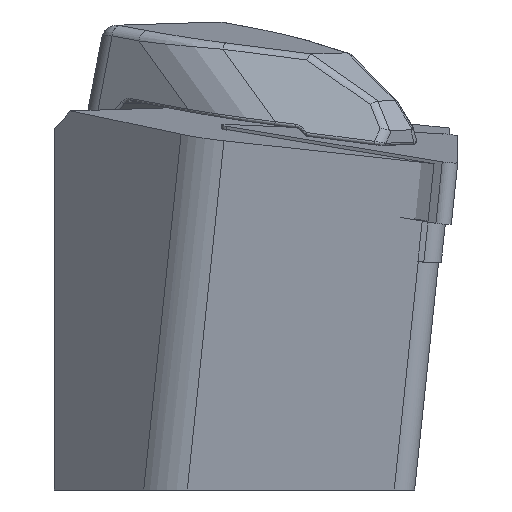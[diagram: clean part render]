
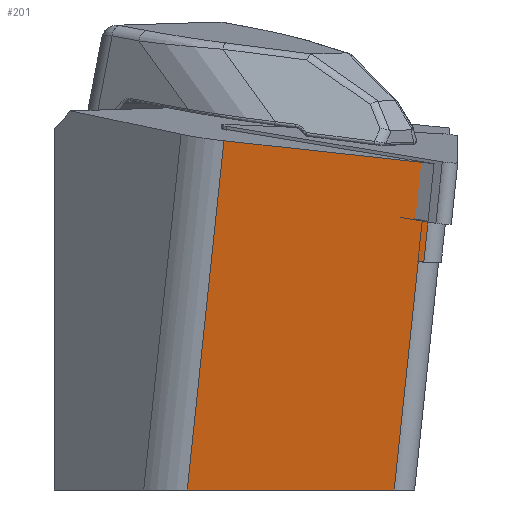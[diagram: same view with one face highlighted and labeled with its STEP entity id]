
A CAD part, left-side view. The second image highlights one B-rep face of the part: STEP entity #201.
In plain terms, the highlighted planar face has unit normal (-0.994, 0.052, -0.1).
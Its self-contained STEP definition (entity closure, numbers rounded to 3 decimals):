
#201=ADVANCED_FACE('',(#374),#321,.F.);
#321=PLANE('',#2109);
#374=FACE_OUTER_BOUND('',#489,.T.);
#489=EDGE_LOOP('',(#1017,#1018,#1019,#1020,#1021,#1022));
#611=LINE('',#2943,#780);
#617=LINE('',#2959,#786);
#657=LINE('',#3045,#826);
#658=LINE('',#3046,#827);
#659=LINE('',#3048,#828);
#660=LINE('',#3050,#829);
#780=VECTOR('',#2332,1.);
#786=VECTOR('',#2344,1.);
#826=VECTOR('',#2406,1.);
#827=VECTOR('',#2407,1.);
#828=VECTOR('',#2408,1.);
#829=VECTOR('',#2409,1.);
#1017=ORIENTED_EDGE('',*,*,#1789,.T.);
#1018=ORIENTED_EDGE('',*,*,#1747,.F.);
#1019=ORIENTED_EDGE('',*,*,#1790,.T.);
#1020=ORIENTED_EDGE('',*,*,#1791,.F.);
#1021=ORIENTED_EDGE('',*,*,#1792,.F.);
#1022=ORIENTED_EDGE('',*,*,#1739,.T.);
#1548=VERTEX_POINT('',#2940);
#1549=VERTEX_POINT('',#2942);
#1550=VERTEX_POINT('',#2946);
#1556=VERTEX_POINT('',#2958);
#1588=VERTEX_POINT('',#3047);
#1589=VERTEX_POINT('',#3049);
#1739=EDGE_CURVE('',#1548,#1549,#611,.T.);
#1747=EDGE_CURVE('',#1556,#1550,#617,.T.);
#1789=EDGE_CURVE('',#1549,#1550,#657,.T.);
#1790=EDGE_CURVE('',#1556,#1588,#658,.T.);
#1791=EDGE_CURVE('',#1589,#1588,#659,.T.);
#1792=EDGE_CURVE('',#1548,#1589,#660,.T.);
#2109=AXIS2_PLACEMENT_3D('',#3051,#2410,#2411);
#2332=DIRECTION('',(-0.041,-0.993,-0.109));
#2344=DIRECTION('',(-0.041,-0.993,-0.109));
#2406=DIRECTION('',(-0.105,-0.104,0.989));
#2407=DIRECTION('',(0.105,0.104,-0.989));
#2408=DIRECTION('',(0.052,0.999,0.));
#2409=DIRECTION('',(0.105,0.104,-0.989));
#2410=DIRECTION('',(0.994,-0.052,0.1));
#2411=DIRECTION('',(0.1,0.,-0.995));
#2940=CARTESIAN_POINT('',(2.38,-27.958,-7.457));
#2942=CARTESIAN_POINT('',(2.362,-28.382,-7.503));
#2943=CARTESIAN_POINT('',(2.38,-27.958,-7.457));
#2946=CARTESIAN_POINT('',(1.563,-29.176,0.054));
#2958=CARTESIAN_POINT('',(2.232,-13.041,1.82));
#2959=CARTESIAN_POINT('',(1.581,-28.752,0.1));
#3045=CARTESIAN_POINT('',(1.317,-29.421,2.388));
#3046=CARTESIAN_POINT('',(6.381,-8.914,-37.446));
#3047=CARTESIAN_POINT('',(5.066,-10.222,-25.));
#3048=CARTESIAN_POINT('',(4.315,-24.551,-25.));
#3049=CARTESIAN_POINT('',(4.234,-26.114,-25.));
#3050=CARTESIAN_POINT('',(5.731,-24.625,-39.166));
#3051=CARTESIAN_POINT('',(5.731,-24.625,-39.166));
